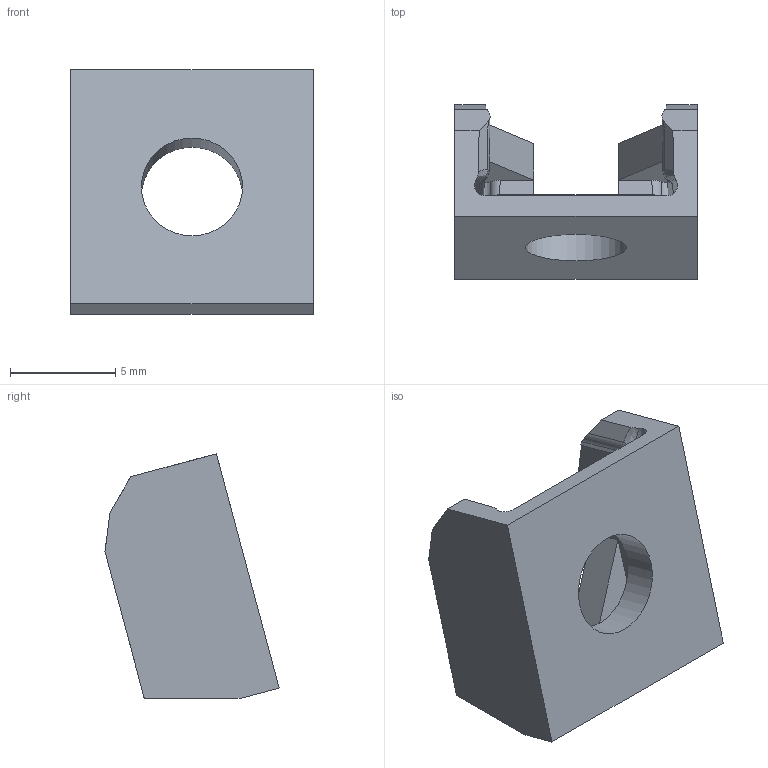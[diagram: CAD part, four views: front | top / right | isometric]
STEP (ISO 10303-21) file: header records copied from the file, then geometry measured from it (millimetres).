
FILE_DESCRIPTION(/* description */ (''),/* implementation_level */ '2;1');
FILE_NAME(/* name */ 'cam_mount_geometry.step',/* time_stamp */ '2022-12-07T15:06:00+01:00',/* author */ (''),/* organization */ (''),/* preprocessor_version */ 'ST-DEVELOPER v19.2',/* originating_system */ 'Autodesk Translation Framework v11.17.0.187',/* authorisation */ '');
FILE_SCHEMA (('AUTOMOTIVE_DESIGN { 1 0 10303 214 3 1 1 }'));
Length unit declared in the file: millimetre
Products named in the file (1): Cam_mount_SB_V6 v1
Bounding box: 11.5 x 8.26 x 11.59 mm (x, y, z)
Volume: 333.7 mm3; surface area: 648.9 mm2
Topology: 1 solids, 1 shells, 57 faces, 156 edges, 102 vertices
Faces by surface type: plane 33, cylinder 18, bspline 6
Full cylindrical faces by diameter (mm): 4.8 x1
Entity records: 2029 total; most frequent: CARTESIAN_POINT 531, ORIENTED_EDGE 312, DIRECTION 296, EDGE_CURVE 156, VERTEX_POINT 102, LINE 100, VECTOR 100, AXIS2_PLACEMENT_3D 98
